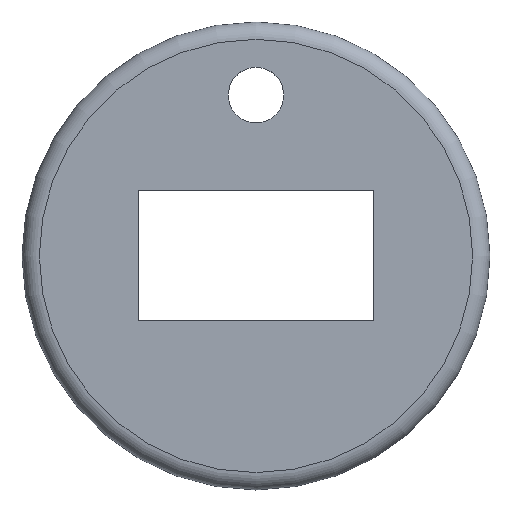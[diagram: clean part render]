
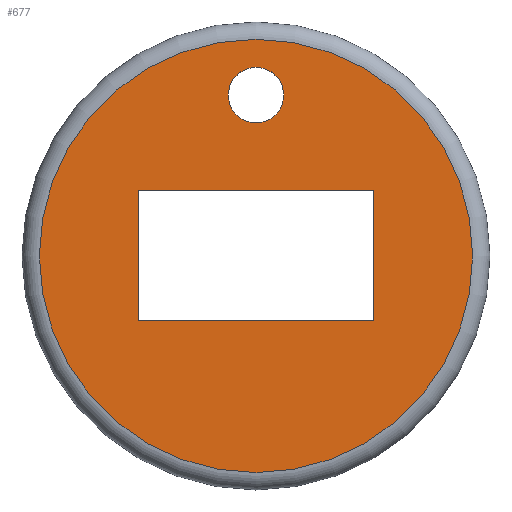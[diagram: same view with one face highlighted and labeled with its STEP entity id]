
A CAD part, top view. The second image highlights one B-rep face of the part: STEP entity #677.
In plain terms, the highlighted planar face has unit normal (0, 0, 1).
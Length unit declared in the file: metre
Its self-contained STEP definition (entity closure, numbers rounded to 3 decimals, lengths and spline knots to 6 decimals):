
#40=LINE('',#1062,#104);
#41=LINE('',#1065,#105);
#42=LINE('',#1067,#106);
#43=LINE('',#1069,#107);
#104=VECTOR('',#846,1.);
#105=VECTOR('',#847,1.);
#106=VECTOR('',#848,1.);
#107=VECTOR('',#849,1.);
#152=PLANE('',#742);
#203=ORIENTED_EDGE('',*,*,#354,.T.);
#204=ORIENTED_EDGE('',*,*,#379,.T.);
#205=ORIENTED_EDGE('',*,*,#380,.F.);
#206=ORIENTED_EDGE('',*,*,#381,.T.);
#207=ORIENTED_EDGE('',*,*,#382,.T.);
#208=ORIENTED_EDGE('',*,*,#383,.F.);
#354=EDGE_CURVE('',#442,#442,#506,.F.);
#379=EDGE_CURVE('',#467,#467,#513,.T.);
#380=EDGE_CURVE('',#468,#469,#40,.T.);
#381=EDGE_CURVE('',#468,#470,#41,.T.);
#382=EDGE_CURVE('',#470,#471,#42,.T.);
#383=EDGE_CURVE('',#469,#471,#43,.T.);
#442=VERTEX_POINT('',#1007);
#467=VERTEX_POINT('',#1061);
#468=VERTEX_POINT('',#1063);
#469=VERTEX_POINT('',#1064);
#470=VERTEX_POINT('',#1066);
#471=VERTEX_POINT('',#1068);
#506=CIRCLE('',#732,0.0032);
#513=CIRCLE('',#743,0.025);
#536=EDGE_LOOP('',(#203));
#537=EDGE_LOOP('',(#204));
#538=EDGE_LOOP('',(#205,#206,#207,#208));
#604=FACE_BOUND('',#536,.T.);
#605=FACE_BOUND('',#537,.T.);
#606=FACE_BOUND('',#538,.T.);
#677=ADVANCED_FACE('',(#604,#605,#606),#152,.T.);
#732=AXIS2_PLACEMENT_3D('',#1006,#804,#805);
#742=AXIS2_PLACEMENT_3D('',#1059,#842,#843);
#743=AXIS2_PLACEMENT_3D('',#1060,#844,#845);
#804=DIRECTION('',(0.,0.,1.));
#805=DIRECTION('',(1.,0.,0.));
#842=DIRECTION('',(0.,0.,1.));
#843=DIRECTION('',(1.,0.,0.));
#844=DIRECTION('',(0.,0.,1.));
#845=DIRECTION('',(1.,0.,0.));
#846=DIRECTION('',(1.,0.,0.));
#847=DIRECTION('',(0.,1.,0.));
#848=DIRECTION('',(1.,0.,0.));
#849=DIRECTION('',(0.,1.,0.));
#1006=CARTESIAN_POINT('',(0.,0.018563,0.01));
#1007=CARTESIAN_POINT('',(0.0032,0.018563,0.01));
#1059=CARTESIAN_POINT('',(0.,0.,0.01));
#1060=CARTESIAN_POINT('',(0.,0.,0.01));
#1061=CARTESIAN_POINT('',(0.025,0.,0.01));
#1062=CARTESIAN_POINT('',(0.,-0.0075,0.01));
#1063=CARTESIAN_POINT('',(-0.0136,-0.0075,0.01));
#1064=CARTESIAN_POINT('',(0.0136,-0.0075,0.01));
#1065=CARTESIAN_POINT('',(-0.0136,0.,0.01));
#1066=CARTESIAN_POINT('',(-0.0136,0.0075,0.01));
#1067=CARTESIAN_POINT('',(0.,0.0075,0.01));
#1068=CARTESIAN_POINT('',(0.0136,0.0075,0.01));
#1069=CARTESIAN_POINT('',(0.0136,0.,0.01));
